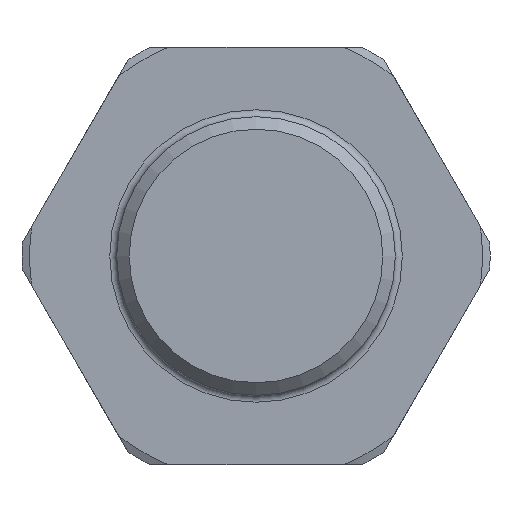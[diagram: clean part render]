
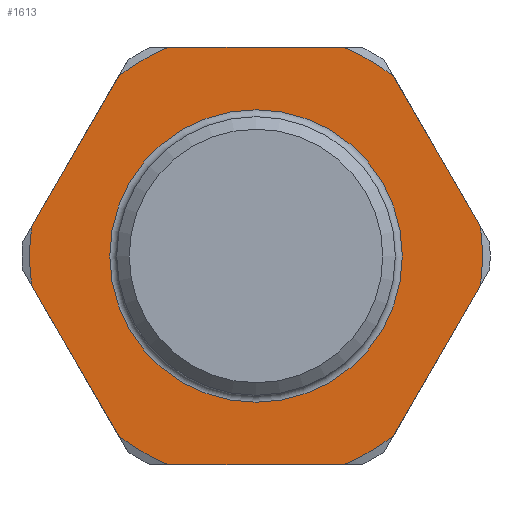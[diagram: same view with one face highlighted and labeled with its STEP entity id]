
A CAD part, left-side view. The second image highlights one B-rep face of the part: STEP entity #1613.
In plain terms, the highlighted planar face has unit normal (-1, 0, 0).
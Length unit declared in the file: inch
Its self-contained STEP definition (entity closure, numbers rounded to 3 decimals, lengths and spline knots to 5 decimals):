
#36=FACE_BOUND('',#401,.T.);
#126=LINE('',#2759,#189);
#129=LINE('',#2785,#192);
#132=LINE('',#2803,#195);
#135=LINE('',#2840,#198);
#138=LINE('',#2866,#201);
#141=LINE('',#2892,#204);
#189=VECTOR('',#2174,0.3937);
#192=VECTOR('',#2179,0.3937);
#195=VECTOR('',#2184,0.3937);
#198=VECTOR('',#2189,0.3937);
#201=VECTOR('',#2194,0.3937);
#204=VECTOR('',#2199,0.3937);
#311=FACE_OUTER_BOUND('',#400,.T.);
#400=EDGE_LOOP('',(#1301,#1302,#1303,#1304,#1305,#1306,#1307,#1308,#1309,
#1310,#1311,#1312));
#401=EDGE_LOOP('',(#1313,#1314));
#499=CIRCLE('',#1794,0.63976);
#502=CIRCLE('',#1798,0.63976);
#503=CIRCLE('',#1800,0.63976);
#506=CIRCLE('',#1804,0.63976);
#507=CIRCLE('',#1806,0.63976);
#513=CIRCLE('',#1814,0.63976);
#514=CIRCLE('',#1815,0.41339);
#515=CIRCLE('',#1816,0.41339);
#654=VERTEX_POINT('',#2756);
#655=VERTEX_POINT('',#2758);
#658=VERTEX_POINT('',#2782);
#659=VERTEX_POINT('',#2784);
#662=VERTEX_POINT('',#2800);
#663=VERTEX_POINT('',#2802);
#667=VERTEX_POINT('',#2837);
#668=VERTEX_POINT('',#2839);
#671=VERTEX_POINT('',#2863);
#672=VERTEX_POINT('',#2865);
#675=VERTEX_POINT('',#2889);
#676=VERTEX_POINT('',#2891);
#679=VERTEX_POINT('',#2918);
#680=VERTEX_POINT('',#2919);
#863=EDGE_CURVE('',#655,#654,#126,.T.);
#867=EDGE_CURVE('',#659,#658,#129,.T.);
#871=EDGE_CURVE('',#663,#662,#132,.T.);
#876=EDGE_CURVE('',#668,#667,#135,.T.);
#880=EDGE_CURVE('',#672,#671,#138,.T.);
#884=EDGE_CURVE('',#676,#675,#141,.T.);
#886=EDGE_CURVE('',#663,#667,#499,.T.);
#889=EDGE_CURVE('',#676,#662,#502,.T.);
#890=EDGE_CURVE('',#659,#671,#503,.T.);
#893=EDGE_CURVE('',#668,#658,#506,.T.);
#894=EDGE_CURVE('',#655,#675,#507,.T.);
#900=EDGE_CURVE('',#672,#654,#513,.T.);
#901=EDGE_CURVE('',#679,#680,#514,.T.);
#902=EDGE_CURVE('',#680,#679,#515,.T.);
#1301=ORIENTED_EDGE('',*,*,#863,.T.);
#1302=ORIENTED_EDGE('',*,*,#900,.F.);
#1303=ORIENTED_EDGE('',*,*,#880,.T.);
#1304=ORIENTED_EDGE('',*,*,#890,.F.);
#1305=ORIENTED_EDGE('',*,*,#867,.T.);
#1306=ORIENTED_EDGE('',*,*,#893,.F.);
#1307=ORIENTED_EDGE('',*,*,#876,.T.);
#1308=ORIENTED_EDGE('',*,*,#886,.F.);
#1309=ORIENTED_EDGE('',*,*,#871,.T.);
#1310=ORIENTED_EDGE('',*,*,#889,.F.);
#1311=ORIENTED_EDGE('',*,*,#884,.T.);
#1312=ORIENTED_EDGE('',*,*,#894,.F.);
#1313=ORIENTED_EDGE('',*,*,#901,.T.);
#1314=ORIENTED_EDGE('',*,*,#902,.T.);
#1450=PLANE('',#1813);
#1613=ADVANCED_FACE('',(#311,#36),#1450,.T.);
#1794=AXIS2_PLACEMENT_3D('',#2895,#2203,#2204);
#1798=AXIS2_PLACEMENT_3D('',#2899,#2211,#2212);
#1800=AXIS2_PLACEMENT_3D('',#2901,#2215,#2216);
#1804=AXIS2_PLACEMENT_3D('',#2905,#2223,#2224);
#1806=AXIS2_PLACEMENT_3D('',#2907,#2227,#2228);
#1813=AXIS2_PLACEMENT_3D('',#2916,#2241,#2242);
#1814=AXIS2_PLACEMENT_3D('',#2917,#2243,#2244);
#1815=AXIS2_PLACEMENT_3D('',#2920,#2245,#2246);
#1816=AXIS2_PLACEMENT_3D('',#2921,#2247,#2248);
#2174=DIRECTION('',(0.,-0.5,-0.866));
#2179=DIRECTION('',(0.,-0.5,0.866));
#2184=DIRECTION('',(0.,1.,0.));
#2189=DIRECTION('',(0.,0.5,0.866));
#2194=DIRECTION('',(0.,-1.,0.));
#2199=DIRECTION('',(0.,0.5,-0.866));
#2203=DIRECTION('center_axis',(1.,0.,0.));
#2204=DIRECTION('ref_axis',(0.,0.,-1.));
#2211=DIRECTION('center_axis',(1.,0.,0.));
#2212=DIRECTION('ref_axis',(0.,0.,-1.));
#2215=DIRECTION('center_axis',(1.,0.,0.));
#2216=DIRECTION('ref_axis',(0.,0.,-1.));
#2223=DIRECTION('center_axis',(1.,0.,0.));
#2224=DIRECTION('ref_axis',(0.,0.,-1.));
#2227=DIRECTION('center_axis',(1.,0.,0.));
#2228=DIRECTION('ref_axis',(0.,0.,-1.));
#2241=DIRECTION('center_axis',(-1.,0.,0.));
#2242=DIRECTION('ref_axis',(0.,0.,
1.));
#2243=DIRECTION('center_axis',(1.,0.,0.));
#2244=DIRECTION('ref_axis',(0.,0.,-1.));
#2245=DIRECTION('center_axis',(1.,0.,0.));
#2246=DIRECTION('ref_axis',(0.,0.,-1.));
#2247=DIRECTION('center_axis',(1.,0.,0.));
#2248=DIRECTION('ref_axis',(0.,0.,-1.));
#2756=CARTESIAN_POINT('',(-0.6122,0.3884,-0.50837));
#2758=CARTESIAN_POINT('',(-0.6122,0.63446,-0.08218));
#2759=CARTESIAN_POINT('',(-0.6122,0.65292,-0.05021));
#2782=CARTESIAN_POINT('',(-0.6122,-0.63446,-0.08218));
#2784=CARTESIAN_POINT('',(-0.6122,-0.3884,-0.50837));
#2785=CARTESIAN_POINT('',(-0.6122,-0.36995,-0.54034));
#2800=CARTESIAN_POINT('',(-0.6122,0.24606,0.59055));
#2802=CARTESIAN_POINT('',(-0.6122,-0.24606,0.59055));
#2803=CARTESIAN_POINT('',(-0.6122,0.19685,0.59055));
#2837=CARTESIAN_POINT('',(-0.6122,-0.3884,0.50837));
#2839=CARTESIAN_POINT('',(-0.6122,-0.63446,0.08218));
#2840=CARTESIAN_POINT('',(-0.6122,-0.49298,0.32724));
#2863=CARTESIAN_POINT('',(-0.6122,-0.24606,-0.59055));
#2865=CARTESIAN_POINT('',(-0.6122,0.24606,-0.59055));
#2866=CARTESIAN_POINT('',(-0.6122,0.44291,-0.59055));
#2889=CARTESIAN_POINT('',(-0.6122,0.63446,0.08218));
#2891=CARTESIAN_POINT('',(-0.6122,0.3884,0.50837));
#2892=CARTESIAN_POINT('',(-0.6122,0.52989,0.26331));
#2895=CARTESIAN_POINT('Origin',(-0.6122,0.,
0.));
#2899=CARTESIAN_POINT('Origin',(-0.6122,0.,
0.));
#2901=CARTESIAN_POINT('Origin',(-0.6122,0.,
0.));
#2905=CARTESIAN_POINT('Origin',(-0.6122,0.,
0.));
#2907=CARTESIAN_POINT('Origin',(-0.6122,0.,
0.));
#2916=CARTESIAN_POINT('Origin',(-0.6122,0.63976,0.));
#2917=CARTESIAN_POINT('Origin',(-0.6122,0.,
0.));
#2918=CARTESIAN_POINT('',(-0.6122,0.41339,0.));
#2919=CARTESIAN_POINT('',(-0.6122,0.,0.41339));
#2920=CARTESIAN_POINT('Origin',(-0.6122,0.,
0.));
#2921=CARTESIAN_POINT('Origin',(-0.6122,0.,
0.));
